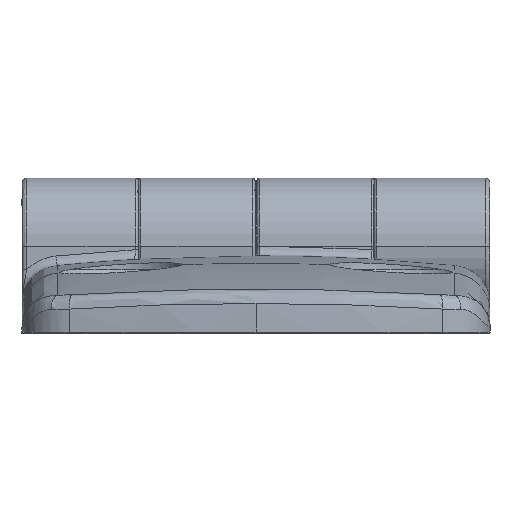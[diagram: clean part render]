
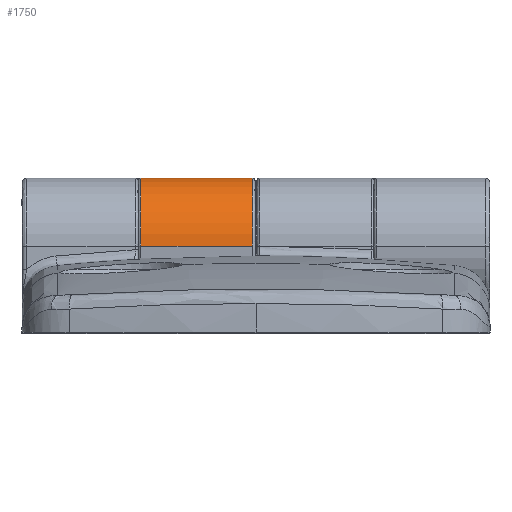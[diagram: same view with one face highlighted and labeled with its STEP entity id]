
A CAD part, top view. The second image highlights one B-rep face of the part: STEP entity #1750.
In plain terms, the highlighted cylindrical face has radius 7 mm (diameter 14 mm), a partial arc.
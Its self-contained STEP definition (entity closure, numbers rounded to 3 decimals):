
#68 = DIRECTION ( 'NONE',  ( -1., 0., 0. ) ) ;
#236 = CARTESIAN_POINT ( 'NONE',  ( 24., 8.9, 7. ) ) ;
#552 = VERTEX_POINT ( 'NONE', #3779 ) ;
#753 = CARTESIAN_POINT ( 'NONE',  ( -11.8, 8.9, 0. ) ) ;
#774 = DIRECTION ( 'NONE',  ( -1., 0., 0. ) ) ;
#802 = DIRECTION ( 'NONE',  ( 0., 0., -1. ) ) ;
#1390 = EDGE_LOOP ( 'NONE', ( #5912, #3195, #5009, #3067 ) ) ;
#1681 = FACE_OUTER_BOUND ( 'NONE', #1390, .T. ) ;
#1750 = ADVANCED_FACE ( 'NONE', ( #1681 ), #2288, .T. ) ;
#2191 = CIRCLE ( 'NONE', #2578, 7. ) ;
#2288 = CYLINDRICAL_SURFACE ( 'NONE', #4596, 7. ) ;
#2462 = DIRECTION ( 'NONE',  ( 0., 0., 1. ) ) ;
#2506 = CARTESIAN_POINT ( 'NONE',  ( 24., 8.9, 0. ) ) ;
#2516 = DIRECTION ( 'NONE',  ( -1., 0., 0. ) ) ;
#2578 = AXIS2_PLACEMENT_3D ( 'NONE', #5461, #5429, #5410 ) ;
#2761 = AXIS2_PLACEMENT_3D ( 'NONE', #753, #774, #802 ) ;
#2980 = DIRECTION ( 'NONE',  ( -1., 0., 0. ) ) ;
#3067 = ORIENTED_EDGE ( 'NONE', *, *, #5874, .F. ) ;
#3195 = ORIENTED_EDGE ( 'NONE', *, *, #6050, .F. ) ;
#3766 = LINE ( 'NONE', #236, #4422 ) ;
#3779 = CARTESIAN_POINT ( 'NONE',  ( -11.8, 8.9, -7. ) ) ;
#3982 = CARTESIAN_POINT ( 'NONE',  ( -11.8, 8.9, 7. ) ) ;
#4422 = VECTOR ( 'NONE', #68, 1000. ) ;
#4430 = CARTESIAN_POINT ( 'NONE',  ( 24., 8.9, -7. ) ) ;
#4443 = LINE ( 'NONE', #4430, #5792 ) ;
#4484 = CARTESIAN_POINT ( 'NONE',  ( -0.4, 8.9, -7. ) ) ;
#4596 = AXIS2_PLACEMENT_3D ( 'NONE', #2506, #2516, #2462 ) ;
#4686 = CARTESIAN_POINT ( 'NONE',  ( -0.4, 8.9, 7. ) ) ;
#4848 = CIRCLE ( 'NONE', #2761, 7. ) ;
#4896 = VERTEX_POINT ( 'NONE', #3982 ) ;
#5009 = ORIENTED_EDGE ( 'NONE', *, *, #6099, .T. ) ;
#5410 = DIRECTION ( 'NONE',  ( 0., 0., -1. ) ) ;
#5429 = DIRECTION ( 'NONE',  ( 1., 0., 0. ) ) ;
#5461 = CARTESIAN_POINT ( 'NONE',  ( -0.4, 8.9, 0. ) ) ;
#5792 = VECTOR ( 'NONE', #2980, 1000. ) ;
#5840 = EDGE_CURVE ( 'NONE', #5899, #4896, #3766, .T. ) ;
#5874 = EDGE_CURVE ( 'NONE', #4896, #552, #4848, .T. ) ;
#5899 = VERTEX_POINT ( 'NONE', #4686 ) ;
#5912 = ORIENTED_EDGE ( 'NONE', *, *, #5840, .F. ) ;
#5993 = VERTEX_POINT ( 'NONE', #4484 ) ;
#6050 = EDGE_CURVE ( 'NONE', #5993, #5899, #2191, .T. ) ;
#6099 = EDGE_CURVE ( 'NONE', #5993, #552, #4443, .T. ) ;
